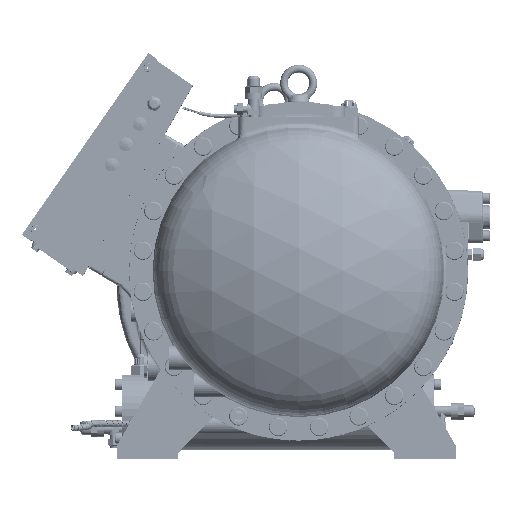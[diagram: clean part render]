
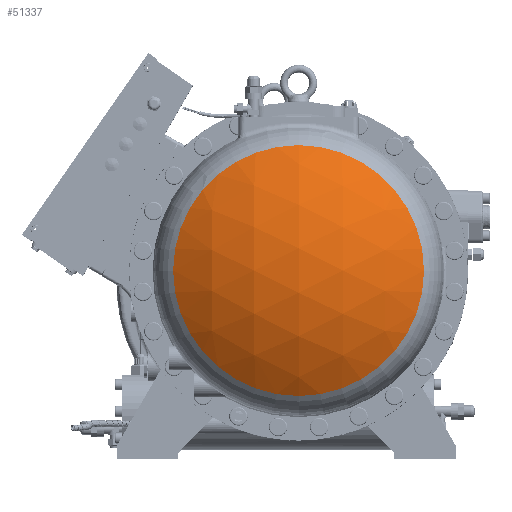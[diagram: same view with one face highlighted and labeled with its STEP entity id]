
A CAD part, top view. The second image highlights one B-rep face of the part: STEP entity #51337.
In plain terms, the highlighted spherical face has radius 354 mm.
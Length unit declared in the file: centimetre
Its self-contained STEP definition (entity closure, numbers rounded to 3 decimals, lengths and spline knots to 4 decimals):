
#1650=SPHERICAL_SURFACE('',#54379,35.4);
#13736=FACE_OUTER_BOUND('',#16127,.T.);
#16127=EDGE_LOOP('',(#38283));
#19672=CIRCLE('',#54375,20.355);
#22562=VERTEX_POINT('',#76393);
#29489=EDGE_CURVE('',#22562,#22562,#19672,.T.);
#38283=ORIENTED_EDGE('',*,*,#29489,.F.);
#51337=ADVANCED_FACE('',(#13736),#1650,.T.);
#54375=AXIS2_PLACEMENT_3D('',#76394,#59658,#59659);
#54379=AXIS2_PLACEMENT_3D('',#76554,#59666,#59667);
#59658=DIRECTION('center_axis',(0.,0.,
-1.));
#59659=DIRECTION('ref_axis',(-1.,0.,0.));
#59666=DIRECTION('center_axis',(1.,0.,0.));
#59667=DIRECTION('ref_axis',(0.,1.,0.));
#76393=CARTESIAN_POINT('',(4.,-17.955,61.1126));
#76394=CARTESIAN_POINT('Origin',(4.,2.4,61.1126));
#76554=CARTESIAN_POINT('Origin',(4.,2.4,32.15));
